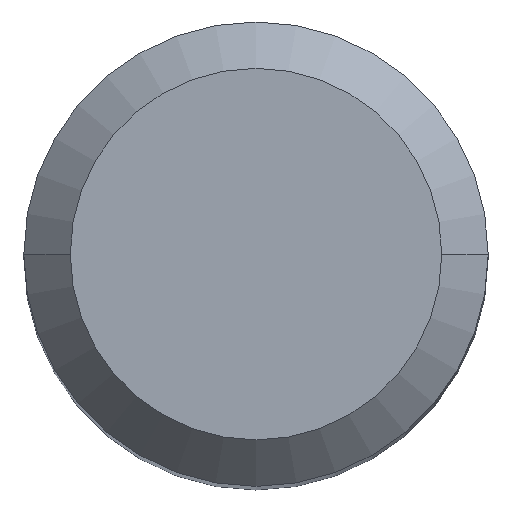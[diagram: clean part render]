
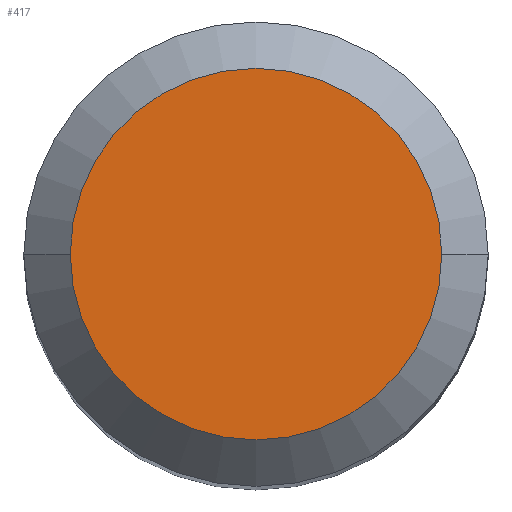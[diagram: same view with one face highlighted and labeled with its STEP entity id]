
A CAD part, top view. The second image highlights one B-rep face of the part: STEP entity #417.
In plain terms, the highlighted planar face has unit normal (0, 0, 1).
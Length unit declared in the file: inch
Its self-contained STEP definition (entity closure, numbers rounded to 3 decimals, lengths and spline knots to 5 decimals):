
#28 = CIRCLE ( 'NONE', #95, 0.126 ) ;
#53 = CARTESIAN_POINT ( 'NONE',  ( -0.126, 0., 0. ) ) ;
#65 = VERTEX_POINT ( 'NONE', #53 ) ;
#66 = CIRCLE ( 'NONE', #387, 0.126 ) ;
#73 = DIRECTION ( 'NONE',  ( 0., 0., -1. ) ) ;
#77 = CARTESIAN_POINT ( 'NONE',  ( 0., 0., 0. ) ) ;
#95 = AXIS2_PLACEMENT_3D ( 'NONE', #381, #143, #106 ) ;
#102 = AXIS2_PLACEMENT_3D ( 'NONE', #77, #73, #485 ) ;
#106 = DIRECTION ( 'NONE',  ( 1., 0., 0. ) ) ;
#125 = DIRECTION ( 'NONE',  ( 1., 0., 0. ) ) ;
#126 = EDGE_CURVE ( 'NONE', #282, #65, #66, .T. ) ;
#143 = DIRECTION ( 'NONE',  ( 0., 0., 1. ) ) ;
#146 = PLANE ( 'NONE',  #102 ) ;
#192 = DIRECTION ( 'NONE',  ( 0., 0., 1. ) ) ;
#203 = EDGE_LOOP ( 'NONE', ( #215, #368 ) ) ;
#215 = ORIENTED_EDGE ( 'NONE', *, *, #334, .T. ) ;
#282 = VERTEX_POINT ( 'NONE', #364 ) ;
#288 = FACE_OUTER_BOUND ( 'NONE', #203, .T. ) ;
#334 = EDGE_CURVE ( 'NONE', #65, #282, #28, .T. ) ;
#355 = CARTESIAN_POINT ( 'NONE',  ( 0., 0., 0. ) ) ;
#364 = CARTESIAN_POINT ( 'NONE',  ( 0.126, 0., 0. ) ) ;
#368 = ORIENTED_EDGE ( 'NONE', *, *, #126, .T. ) ;
#381 = CARTESIAN_POINT ( 'NONE',  ( 0., 0., 0. ) ) ;
#387 = AXIS2_PLACEMENT_3D ( 'NONE', #355, #192, #125 ) ;
#417 = ADVANCED_FACE ( 'NONE', ( #288 ), #146, .F. ) ;
#485 = DIRECTION ( 'NONE',  ( -1., 0., 0. ) ) ;
